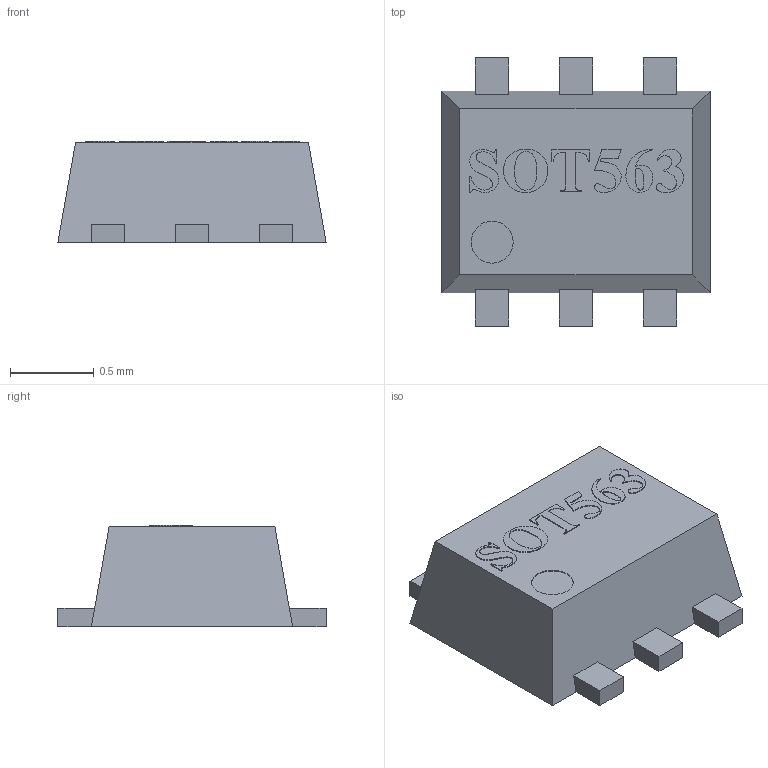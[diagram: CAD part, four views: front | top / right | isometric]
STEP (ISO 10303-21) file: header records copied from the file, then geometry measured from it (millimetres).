
FILE_DESCRIPTION (( 'STEP AP214' ), '1' );
FILE_NAME ('SOT563.STEP', '2021-10-18T00:27:22', ( '' ), ( '' ), 'SwSTEP 2.0', 'SolidWorks 2021', '' );
FILE_SCHEMA (( 'AUTOMOTIVE_DESIGN' ));
Length unit declared in the file: millimetre
Products named in the file (1): SOT563
Bounding box: 1.6 x 1.6 x 0.6 mm (x, y, z)
Volume: 1 mm3; surface area: 7.4 mm2
Topology: 4 solids, 4 shells, 156 faces, 417 edges, 278 vertices
Faces by surface type: bspline 80, plane 74, cylinder 2
Entity records: 8628 total; most frequent: CARTESIAN_POINT 4796, ORIENTED_EDGE 834, EDGE_CURVE 417, DIRECTION 415, VERTEX_POINT 278, LINE 253, VECTOR 253, EDGE_LOOP 165
